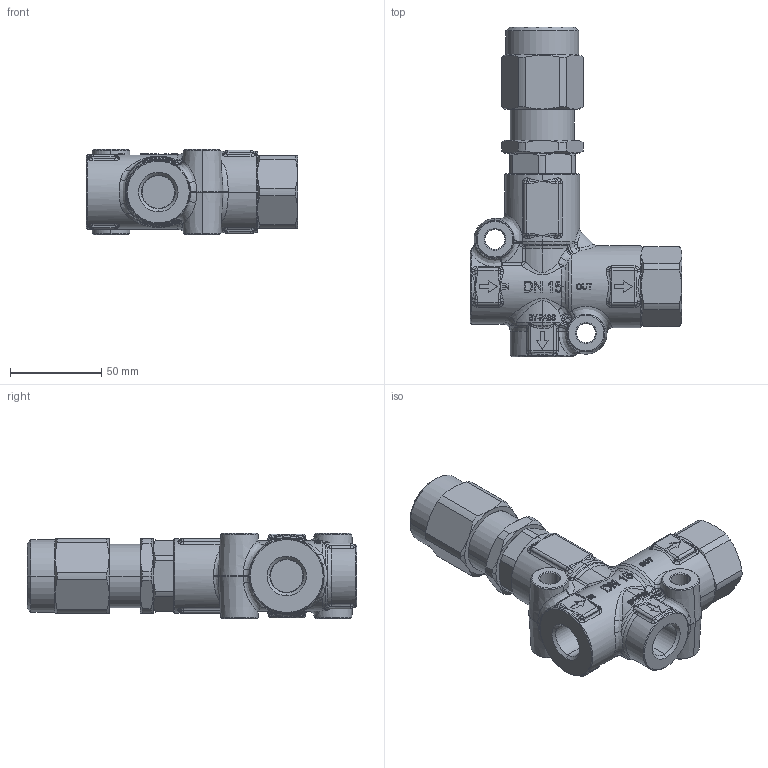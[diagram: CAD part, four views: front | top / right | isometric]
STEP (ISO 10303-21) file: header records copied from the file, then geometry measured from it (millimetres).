
FILE_DESCRIPTION (( 'STEP AP214' ), '1' );
FILE_NAME ('9970.STEP', '2023-02-09T20:15:29', ( '' ), ( '' ), 'SwSTEP 2.0', 'SolidWorks 2022', '' );
FILE_SCHEMA (( 'AUTOMOTIVE_DESIGN' ));
Length unit declared in the file: millimetre
Products named in the file (1): 9970
Bounding box: 116 x 181.03 x 47 mm (x, y, z)
Volume: 356365.3 mm3; surface area: 47268 mm2
Topology: 1 solids, 3 shells, 1240 faces, 3153 edges, 1947 vertices
Faces by surface type: bspline 556, plane 419, cylinder 175, cone 90
Entity records: 57591 total; most frequent: CARTESIAN_POINT 26343, ORIENTED_EDGE 6208, DIRECTION 3567, EDGE_CURVE 3104, VERTEX_POINT 1947, EDGE_LOOP 1321, B_SPLINE_CURVE_WITH_KNOTS 1312, ADVANCED_FACE 1240
